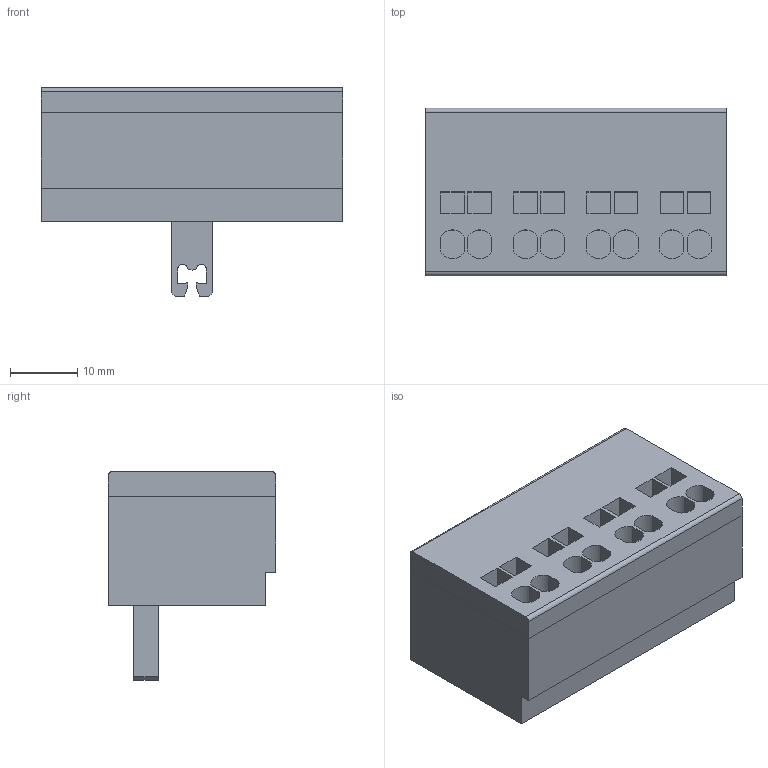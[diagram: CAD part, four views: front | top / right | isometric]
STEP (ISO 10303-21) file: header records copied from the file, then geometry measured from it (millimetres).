
FILE_DESCRIPTION(('STEP AP214'),'1');
FILE_NAME('cctmp_9F209AE1-2B3D-4A93-98CA-8E9DD4C8D508_2023_07_18_13_05_16_0747..stp','2023-07-18T11:05:17',('SIEMENS A&D'),('CADClick - www.CADClick.com'),'Spatial InterOp 3D postprocessed',' ','unknown authorization');
FILE_SCHEMA(('AUTOMOTIVE_DESIGN'));
Length unit declared in the file: millimetre
Products named in the file (3): cc_unnamed; 2023_07_18_13_05_16_0716; 2023_07_18_13_05_16_0685
Assembly tree (2 placements, depth 2):
  cc_unnamed
    2023_07_18_13_05_16_0716
    2023_07_18_13_05_16_0685
Bounding box: 45 x 25 x 31.1 mm (x, y, z)
Volume: 19384.8 mm3; surface area: 10305.1 mm2
Topology: 2 solids, 2 shells, 180 faces, 477 edges, 318 vertices
Faces by surface type: plane 144, cylinder 36
Entity records: 9397 total; most frequent: CARTESIAN_POINT 978, STYLED_ITEM 977, PRESENTATION_STYLE_ASSIGNMENT 977, ORIENTED_EDGE 954, DIRECTION 915, EDGE_CURVE 477, CURVE_STYLE 477, DRAUGHTING_PRE_DEFINED_CURVE_FONT 477
